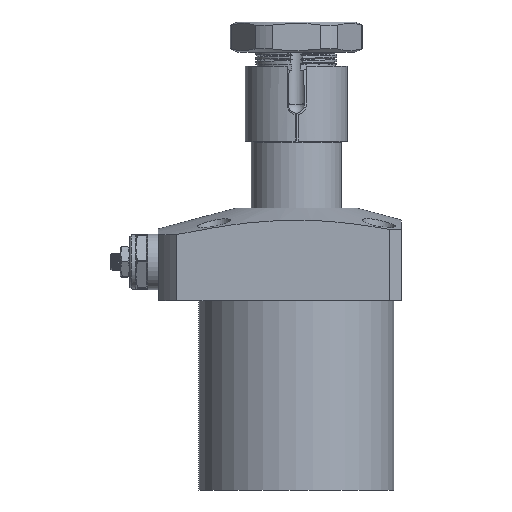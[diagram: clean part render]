
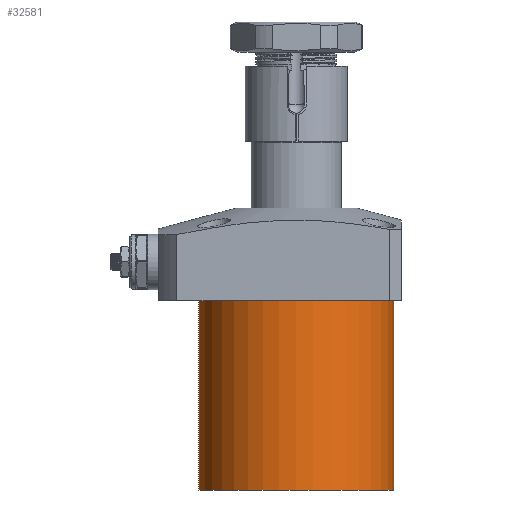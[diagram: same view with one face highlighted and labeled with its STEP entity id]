
A CAD part, front view. The second image highlights one B-rep face of the part: STEP entity #32581.
In plain terms, the highlighted cylindrical face has radius 32.5 mm (diameter 65 mm), a partial arc.
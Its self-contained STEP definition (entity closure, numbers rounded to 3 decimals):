
#3105 = CARTESIAN_POINT ( 'NONE',  ( -32.5, 0., -63. ) ) ;
#3519 = VERTEX_POINT ( 'NONE', #19750 ) ;
#4960 = CARTESIAN_POINT ( 'NONE',  ( 0., 0., -63. ) ) ;
#5680 = EDGE_CURVE ( 'NONE', #3519, #59457, #15533, .T. ) ;
#7334 = VERTEX_POINT ( 'NONE', #11782 ) ;
#7355 = CARTESIAN_POINT ( 'NONE',  ( 0., 0., 0. ) ) ;
#7825 = CIRCLE ( 'NONE', #56001, 32.5 ) ;
#8386 = CARTESIAN_POINT ( 'NONE',  ( 0., 0., -63. ) ) ;
#8688 = EDGE_CURVE ( 'NONE', #7334, #35541, #52574, .T. ) ;
#9842 = DIRECTION ( 'NONE',  ( 1., 0., 0. ) ) ;
#11782 = CARTESIAN_POINT ( 'NONE',  ( 32.5, 0., -63. ) ) ;
#12325 = DIRECTION ( 'NONE',  ( 0., 0., 1. ) ) ;
#12590 = VECTOR ( 'NONE', #12325, 1000. ) ;
#12691 = ORIENTED_EDGE ( 'NONE', *, *, #5680, .F. ) ;
#15533 = LINE ( 'NONE', #3105, #44646 ) ;
#18378 = DIRECTION ( 'NONE',  ( -1., 0., 0. ) ) ;
#19750 = CARTESIAN_POINT ( 'NONE',  ( -32.5, 0., -63. ) ) ;
#20051 = CYLINDRICAL_SURFACE ( 'NONE', #47463, 32.5 ) ;
#21410 = CARTESIAN_POINT ( 'NONE',  ( 32.5, 0., -63. ) ) ;
#27355 = CARTESIAN_POINT ( 'NONE',  ( 32.5, 0., 0. ) ) ;
#28290 = DIRECTION ( 'NONE',  ( 0., 0., 1. ) ) ;
#28481 = ORIENTED_EDGE ( 'NONE', *, *, #8688, .T. ) ;
#30445 = CARTESIAN_POINT ( 'NONE',  ( -32.5, 0., 0. ) ) ;
#30448 = DIRECTION ( 'NONE',  ( 1., 0., 0. ) ) ;
#31960 = ORIENTED_EDGE ( 'NONE', *, *, #32878, .F. ) ;
#32581 = ADVANCED_FACE ( 'NONE', ( #47001 ), #20051, .T. ) ;
#32878 = EDGE_CURVE ( 'NONE', #7334, #3519, #7825, .T. ) ;
#33154 = ORIENTED_EDGE ( 'NONE', *, *, #52448, .T. ) ;
#35541 = VERTEX_POINT ( 'NONE', #27355 ) ;
#41399 = AXIS2_PLACEMENT_3D ( 'NONE', #7355, #53412, #30448 ) ;
#44296 = DIRECTION ( 'NONE',  ( 0., 0., 1. ) ) ;
#44646 = VECTOR ( 'NONE', #44296, 1000. ) ;
#47001 = FACE_OUTER_BOUND ( 'NONE', #54545, .T. ) ;
#47463 = AXIS2_PLACEMENT_3D ( 'NONE', #4960, #28290, #9842 ) ;
#50937 = CIRCLE ( 'NONE', #41399, 32.5 ) ;
#52448 = EDGE_CURVE ( 'NONE', #35541, #59457, #50937, .T. ) ;
#52574 = LINE ( 'NONE', #21410, #12590 ) ;
#53412 = DIRECTION ( 'NONE',  ( 0., 0., -1. ) ) ;
#54545 = EDGE_LOOP ( 'NONE', ( #12691, #31960, #28481, #33154 ) ) ;
#56001 = AXIS2_PLACEMENT_3D ( 'NONE', #8386, #58464, #18378 ) ;
#58464 = DIRECTION ( 'NONE',  ( 0., 0., -1. ) ) ;
#59457 = VERTEX_POINT ( 'NONE', #30445 ) ;
